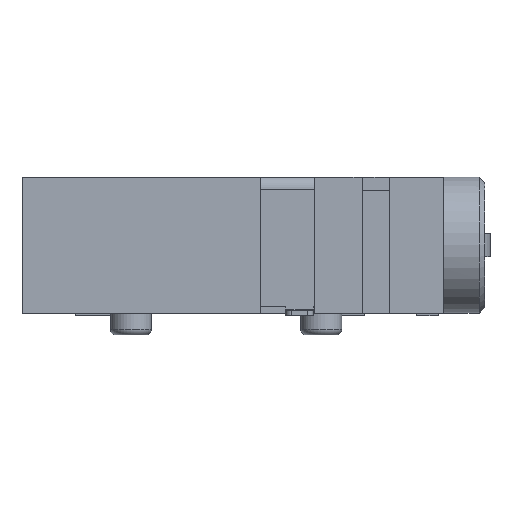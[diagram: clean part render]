
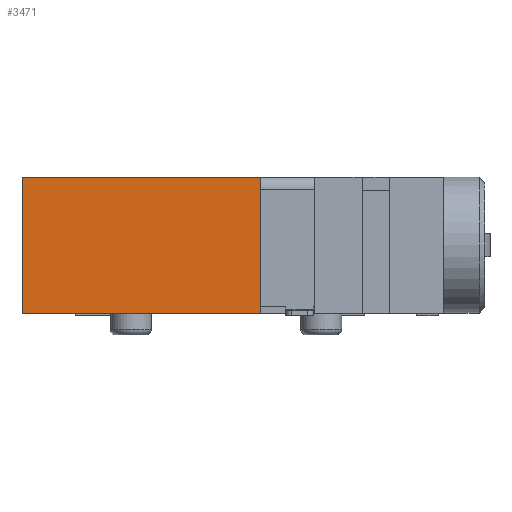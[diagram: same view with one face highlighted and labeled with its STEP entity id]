
A CAD part, left-side view. The second image highlights one B-rep face of the part: STEP entity #3471.
In plain terms, the highlighted planar face has unit normal (-1, 0, 0).
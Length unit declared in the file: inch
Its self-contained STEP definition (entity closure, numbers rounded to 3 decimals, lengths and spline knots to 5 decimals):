
#57=PLANE('',#3682);
#218=FACE_OUTER_BOUND('',#399,.T.);
#399=EDGE_LOOP('',(#2585,#2586,#2587,#2588));
#590=LINE('',#4926,#1015);
#652=LINE('',#5055,#1077);
#735=LINE('',#5221,#1160);
#758=LINE('',#5264,#1183);
#1015=VECTOR('',#3974,39.37008);
#1077=VECTOR('',#4060,39.37008);
#1160=VECTOR('',#4191,39.37008);
#1183=VECTOR('',#4218,39.37008);
#1515=VERTEX_POINT('',#4923);
#1516=VERTEX_POINT('',#4925);
#1571=VERTEX_POINT('',#5053);
#1630=VERTEX_POINT('',#5219);
#1845=EDGE_CURVE('',#1516,#1515,#590,.T.);
#1911=EDGE_CURVE('',#1515,#1571,#652,.T.);
#1994=EDGE_CURVE('',#1630,#1571,#735,.T.);
#2017=EDGE_CURVE('',#1630,#1516,#758,.T.);
#2585=ORIENTED_EDGE('',*,*,#1911,.T.);
#2586=ORIENTED_EDGE('',*,*,#1994,.F.);
#2587=ORIENTED_EDGE('',*,*,#2017,.T.);
#2588=ORIENTED_EDGE('',*,*,#1845,.T.);
#3471=ADVANCED_FACE('',(#218),#57,.T.);
#3682=AXIS2_PLACEMENT_3D('',#5263,#4216,#4217);
#3974=DIRECTION('',(0.,-1.,0.));
#4060=DIRECTION('',(0.,0.,1.));
#4191=DIRECTION('',(0.,-1.,0.));
#4216=DIRECTION('center_axis',(-1.,0.,0.));
#4217=DIRECTION('ref_axis',(0.,0.,-1.));
#4218=DIRECTION('',(0.,0.,-1.));
#4923=CARTESIAN_POINT('',(-0.11811,0.08858,0.00394));
#4925=CARTESIAN_POINT('',(-0.11811,0.43307,0.00394));
#4926=CARTESIAN_POINT('',(-0.11811,0.43307,0.00394));
#5053=CARTESIAN_POINT('',(-0.11811,0.08858,0.20079));
#5055=CARTESIAN_POINT('',(-0.11811,0.08858,0.00394));
#5219=CARTESIAN_POINT('',(-0.11811,0.43307,0.20079));
#5221=CARTESIAN_POINT('',(-0.11811,0.43307,0.20079));
#5263=CARTESIAN_POINT('Origin',(-0.11811,0.43307,0.20079));
#5264=CARTESIAN_POINT('',(-0.11811,0.43307,0.20079));
